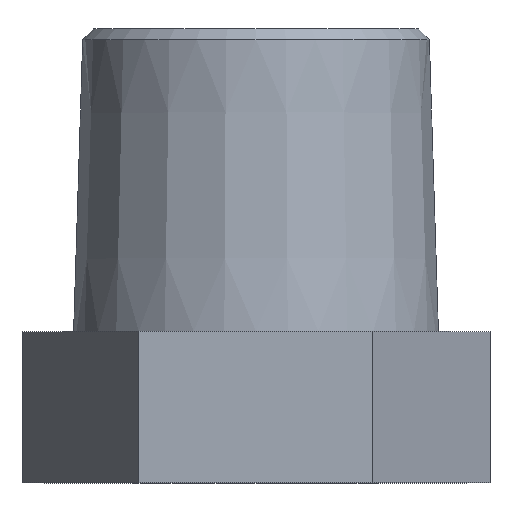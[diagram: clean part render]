
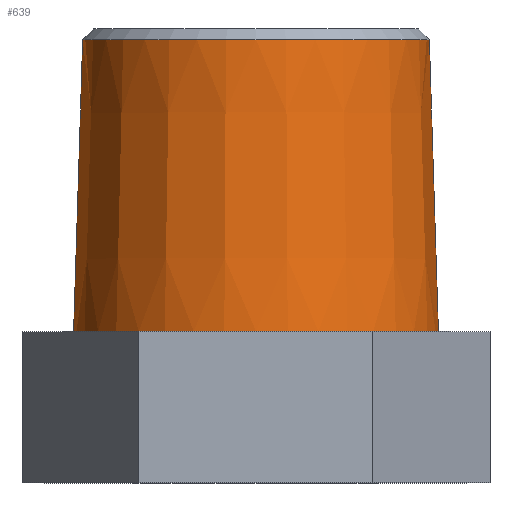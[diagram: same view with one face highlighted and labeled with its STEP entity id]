
A CAD part, top view. The second image highlights one B-rep face of the part: STEP entity #639.
In plain terms, the highlighted conical face has half-angle 1.78 degrees and reference radius 8.359 mm.
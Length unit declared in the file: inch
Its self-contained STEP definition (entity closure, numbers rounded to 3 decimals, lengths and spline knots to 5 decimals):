
#241=CARTESIAN_POINT('',(0.,0.28,0.));
#242=DIRECTION('',(0.,-1.,0.));
#243=DIRECTION('',(1.,0.,0.));
#244=AXIS2_PLACEMENT_3D('',#241,#242,#243);
#257=DIRECTION('',(-0.031,1.,0.));
#258=VECTOR('',#257,0.54026);
#259=CARTESIAN_POINT('',(0.3375,0.28,0.));
#260=LINE('',#259,#258);
#264=DIRECTION('',(0.031,1.,0.));
#265=VECTOR('',#264,0.54026);
#266=CARTESIAN_POINT('',(-0.3375,0.28,0.));
#267=LINE('',#266,#265);
#293=CARTESIAN_POINT('',(0.,0.82,0.));
#294=DIRECTION('',(0.,-1.,0.));
#295=DIRECTION('',(1.,0.,0.));
#296=AXIS2_PLACEMENT_3D('',#293,#294,#295);
#483=CARTESIAN_POINT('',(0.3375,0.28,0.));
#484=CARTESIAN_POINT('',(-0.3375,0.28,0.));
#485=VERTEX_POINT('',#483);
#486=VERTEX_POINT('',#484);
#487=CARTESIAN_POINT('',(0.32072,0.82,0.));
#488=VERTEX_POINT('',#487);
#489=CARTESIAN_POINT('',(-0.32072,0.82,0.));
#490=VERTEX_POINT('',#489);
#625=CARTESIAN_POINT('',(0.,0.55,0.));
#626=DIRECTION('',(0.,-1.,0.));
#627=DIRECTION('',(-1.,0.,0.));
#628=AXIS2_PLACEMENT_3D('',#625,#626,#627);
#629=CONICAL_SURFACE('',#628,0.32911,1.78);
#630=ORIENTED_EDGE('',*,*,#618,.T.);
#632=ORIENTED_EDGE('',*,*,#631,.T.);
#634=ORIENTED_EDGE('',*,*,#633,.F.);
#636=ORIENTED_EDGE('',*,*,#635,.F.);
#637=EDGE_LOOP('',(#630,#632,#634,#636));
#638=FACE_OUTER_BOUND('',#637,.F.);
#639=ADVANCED_FACE('',(#638),#629,.T.);
#245=CIRCLE('',#244,0.3375);
#297=CIRCLE('',#296,0.32072);
#618=EDGE_CURVE('',#485,#486,#245,.T.);
#631=EDGE_CURVE('',#486,#490,#267,.T.);
#633=EDGE_CURVE('',#488,#490,#297,.T.);
#635=EDGE_CURVE('',#485,#488,#260,.T.);
